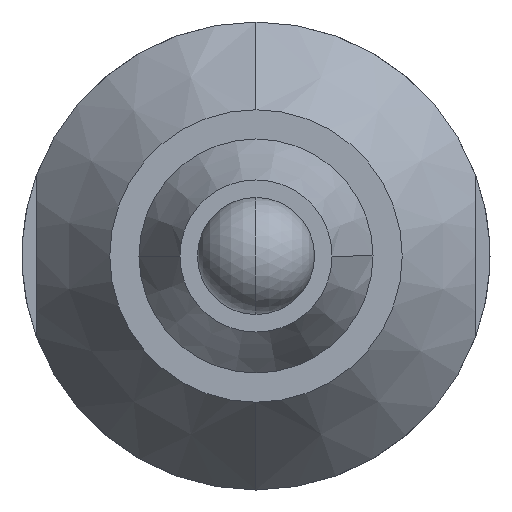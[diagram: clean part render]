
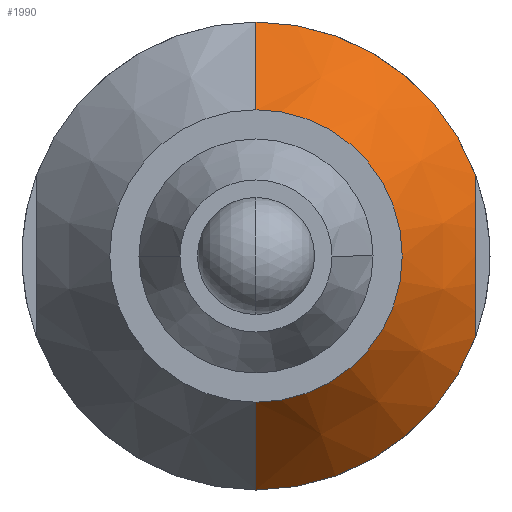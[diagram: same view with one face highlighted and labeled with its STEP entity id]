
A CAD part, left-side view. The second image highlights one B-rep face of the part: STEP entity #1990.
In plain terms, the highlighted conical face has half-angle 36.87 degrees and reference radius 2.5 mm.
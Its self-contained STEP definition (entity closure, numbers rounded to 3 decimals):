
#99 = ORIENTED_EDGE ( 'NONE', *, *, #4380, .F. ) ;
#133 = ORIENTED_EDGE ( 'NONE', *, *, #5931, .F. ) ;
#238 = CARTESIAN_POINT ( 'NONE',  ( -71.5, -3.75, -1.392 ) ) ;
#293 = ORIENTED_EDGE ( 'NONE', *, *, #3180, .T. ) ;
#368 = CARTESIAN_POINT ( 'NONE',  ( -71.802, -3.75, -0.478 ) ) ;
#487 = DIRECTION ( 'NONE',  ( 0., 0., 1. ) ) ;
#672 = B_SPLINE_CURVE_WITH_KNOTS ( 'NONE', 3,
 ( #1617, #2642, #1645, #368, #2197, #4041, #1741, #5398, #1280, #2519 ),
 .UNSPECIFIED., .F., .F.,
 ( 4, 2, 2, 2, 4 ),
 ( 0.007, 0.007, 0.008, 0.009, 0.01 ),
 .UNSPECIFIED. ) ;
#791 = CARTESIAN_POINT ( 'NONE',  ( -73.5, 0., 2.5 ) ) ;
#959 = DIRECTION ( 'NONE',  ( 1., 0., 0. ) ) ;
#1051 = CARTESIAN_POINT ( 'NONE',  ( -73.5, 0., 2.5 ) ) ;
#1267 = VERTEX_POINT ( 'NONE', #4133 ) ;
#1280 = CARTESIAN_POINT ( 'NONE',  ( -71.601, -3.75, 1.175 ) ) ;
#1393 = VERTEX_POINT ( 'NONE', #2684 ) ;
#1425 = CARTESIAN_POINT ( 'NONE',  ( -73.5, 0., -2.5 ) ) ;
#1599 = VERTEX_POINT ( 'NONE', #238 ) ;
#1617 = CARTESIAN_POINT ( 'NONE',  ( -71.5, -3.75, -1.392 ) ) ;
#1645 = CARTESIAN_POINT ( 'NONE',  ( -71.686, -3.75, -0.944 ) ) ;
#1741 = CARTESIAN_POINT ( 'NONE',  ( -71.801, -3.75, 0.482 ) ) ;
#1817 = CARTESIAN_POINT ( 'NONE',  ( -71.5, 0., -4. ) ) ;
#1894 = DIRECTION ( 'NONE',  ( 1., 0., 0. ) ) ;
#1953 = CIRCLE ( 'NONE', #5316, 4. ) ;
#1990 = ADVANCED_FACE ( 'NONE', ( #2274 ), #3900, .T. ) ;
#2146 = CARTESIAN_POINT ( 'NONE',  ( -71.5, -3.75, 1.392 ) ) ;
#2197 = CARTESIAN_POINT ( 'NONE',  ( -71.833, -3.75, -0.241 ) ) ;
#2274 = FACE_OUTER_BOUND ( 'NONE', #4685, .T. ) ;
#2454 = VERTEX_POINT ( 'NONE', #1817 ) ;
#2519 = CARTESIAN_POINT ( 'NONE',  ( -71.5, -3.75, 1.392 ) ) ;
#2553 = LINE ( 'NONE', #791, #3287 ) ;
#2642 = CARTESIAN_POINT ( 'NONE',  ( -71.602, -3.75, -1.173 ) ) ;
#2652 = VECTOR ( 'NONE', #2833, 1000. ) ;
#2684 = CARTESIAN_POINT ( 'NONE',  ( -71.5, 0., 4. ) ) ;
#2802 = LINE ( 'NONE', #1425, #2652 ) ;
#2833 = DIRECTION ( 'NONE',  ( 0.8, 0., -0.6 ) ) ;
#2899 = EDGE_CURVE ( 'NONE', #1599, #3933, #672, .T. ) ;
#2923 = EDGE_CURVE ( 'NONE', #3220, #1267, #4571, .T. ) ;
#3134 = AXIS2_PLACEMENT_3D ( 'NONE', #5451, #5504, #3713 ) ;
#3142 = AXIS2_PLACEMENT_3D ( 'NONE', #3488, #1894, #487 ) ;
#3180 = EDGE_CURVE ( 'NONE', #1267, #2454, #2802, .T. ) ;
#3220 = VERTEX_POINT ( 'NONE', #1051 ) ;
#3287 = VECTOR ( 'NONE', #3876, 1000. ) ;
#3362 = ORIENTED_EDGE ( 'NONE', *, *, #2923, .T. ) ;
#3488 = CARTESIAN_POINT ( 'NONE',  ( -73.5, 0., 0. ) ) ;
#3713 = DIRECTION ( 'NONE',  ( 0., 0., 1. ) ) ;
#3876 = DIRECTION ( 'NONE',  ( 0.8, 0., 0.6 ) ) ;
#3900 = CONICAL_SURFACE ( 'NONE', #3134, 2.5, 0.644 ) ;
#3933 = VERTEX_POINT ( 'NONE', #2146 ) ;
#4041 = CARTESIAN_POINT ( 'NONE',  ( -71.833, -3.75, 0.242 ) ) ;
#4133 = CARTESIAN_POINT ( 'NONE',  ( -73.5, 0., -2.5 ) ) ;
#4380 = EDGE_CURVE ( 'NONE', #3220, #1393, #2553, .T. ) ;
#4437 = ORIENTED_EDGE ( 'NONE', *, *, #2899, .T. ) ;
#4571 = CIRCLE ( 'NONE', #3142, 2.5 ) ;
#4596 = DIRECTION ( 'NONE',  ( 0., 0., 1. ) ) ;
#4677 = CARTESIAN_POINT ( 'NONE',  ( -71.5, 0., 0. ) ) ;
#4681 = AXIS2_PLACEMENT_3D ( 'NONE', #4677, #959, #4596 ) ;
#4685 = EDGE_LOOP ( 'NONE', ( #3362, #293, #133, #4437, #4761, #99 ) ) ;
#4707 = DIRECTION ( 'NONE',  ( 0., 0., 1. ) ) ;
#4761 = ORIENTED_EDGE ( 'NONE', *, *, #5572, .F. ) ;
#5070 = CARTESIAN_POINT ( 'NONE',  ( -71.5, 0., 0. ) ) ;
#5316 = AXIS2_PLACEMENT_3D ( 'NONE', #5070, #5613, #4707 ) ;
#5398 = CARTESIAN_POINT ( 'NONE',  ( -71.686, -3.75, 0.946 ) ) ;
#5451 = CARTESIAN_POINT ( 'NONE',  ( -73.5, 0., 0. ) ) ;
#5504 = DIRECTION ( 'NONE',  ( 1., 0., 0. ) ) ;
#5572 = EDGE_CURVE ( 'NONE', #1393, #3933, #5744, .T. ) ;
#5613 = DIRECTION ( 'NONE',  ( 1., 0., 0. ) ) ;
#5744 = CIRCLE ( 'NONE', #4681, 4. ) ;
#5931 = EDGE_CURVE ( 'NONE', #1599, #2454, #1953, .T. ) ;
